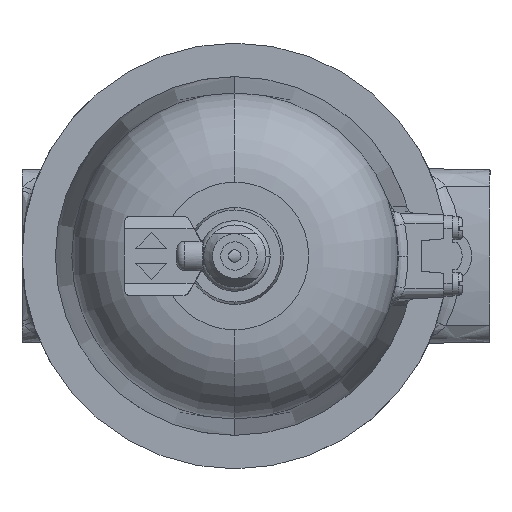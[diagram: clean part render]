
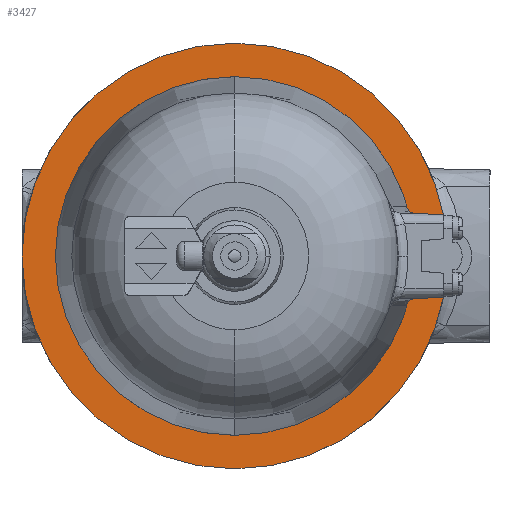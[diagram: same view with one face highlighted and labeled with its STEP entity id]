
A CAD part, front view. The second image highlights one B-rep face of the part: STEP entity #3427.
In plain terms, the highlighted planar face has unit normal (0, -1, 0).
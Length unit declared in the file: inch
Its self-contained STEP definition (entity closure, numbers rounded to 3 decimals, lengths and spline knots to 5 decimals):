
#189 = ORIENTED_EDGE ( 'NONE', *, *, #1256, .F. ) ;
#466 = AXIS2_PLACEMENT_3D ( 'NONE', #12179, #3810, #825 ) ;
#698 = VERTEX_POINT ( 'NONE', #2314 ) ;
#740 = DIRECTION ( 'NONE',  ( 0., 1., 0. ) ) ;
#809 = DIRECTION ( 'NONE',  ( -1., 0., 0. ) ) ;
#825 = DIRECTION ( 'NONE',  ( 1., 0., 0. ) ) ;
#1256 = EDGE_CURVE ( 'NONE', #2010, #11932, #7514, .T. ) ;
#1395 = ORIENTED_EDGE ( 'NONE', *, *, #2300, .F. ) ;
#1440 = CARTESIAN_POINT ( 'NONE',  ( 0., -2.465, 0. ) ) ;
#2010 = VERTEX_POINT ( 'NONE', #7519 ) ;
#2300 = EDGE_CURVE ( 'NONE', #11932, #2010, #9743, .T. ) ;
#2314 = CARTESIAN_POINT ( 'NONE',  ( 2.16, -2.465, 0. ) ) ;
#2507 = EDGE_CURVE ( 'NONE', #6194, #698, #12395, .T. ) ;
#2953 = PLANE ( 'NONE',  #8213 ) ;
#3389 = ORIENTED_EDGE ( 'NONE', *, *, #2507, .T. ) ;
#3427 = ADVANCED_FACE ( 'NONE', ( #3867, #8280 ), #2953, .F. ) ;
#3810 = DIRECTION ( 'NONE',  ( 0., -1., 0. ) ) ;
#3867 = FACE_BOUND ( 'NONE', #12976, .T. ) ;
#4000 = CARTESIAN_POINT ( 'NONE',  ( 0., -2.465, 0. ) ) ;
#4547 = DIRECTION ( 'NONE',  ( 0., -1., 0. ) ) ;
#4858 = DIRECTION ( 'NONE',  ( 1., 0., 0. ) ) ;
#4930 = DIRECTION ( 'NONE',  ( 0., -1., 0. ) ) ;
#5031 = CARTESIAN_POINT ( 'NONE',  ( -2.16, -2.465, 0. ) ) ;
#5812 = CARTESIAN_POINT ( 'NONE',  ( 1.82087, -2.465, 0. ) ) ;
#5893 = AXIS2_PLACEMENT_3D ( 'NONE', #9974, #4930, #4858 ) ;
#6194 = VERTEX_POINT ( 'NONE', #5031 ) ;
#6341 = CARTESIAN_POINT ( 'NONE',  ( 0., -2.465, 0. ) ) ;
#6500 = DIRECTION ( 'NONE',  ( 0., -1., 0. ) ) ;
#7514 = CIRCLE ( 'NONE', #9725, 1.82087 ) ;
#7519 = CARTESIAN_POINT ( 'NONE',  ( -1.82087, -2.465, 0. ) ) ;
#7746 = EDGE_CURVE ( 'NONE', #698, #6194, #7876, .T. ) ;
#7876 = CIRCLE ( 'NONE', #5893, 2.16 ) ;
#8208 = AXIS2_PLACEMENT_3D ( 'NONE', #1440, #6500, #8924 ) ;
#8213 = AXIS2_PLACEMENT_3D ( 'NONE', #4000, #740, #809 ) ;
#8280 = FACE_OUTER_BOUND ( 'NONE', #11602, .T. ) ;
#8924 = DIRECTION ( 'NONE',  ( 1., 0., 0. ) ) ;
#9725 = AXIS2_PLACEMENT_3D ( 'NONE', #6341, #4547, #10552 ) ;
#9743 = CIRCLE ( 'NONE', #466, 1.82087 ) ;
#9974 = CARTESIAN_POINT ( 'NONE',  ( 0., -2.465, 0. ) ) ;
#10552 = DIRECTION ( 'NONE',  ( 1., 0., 0. ) ) ;
#11602 = EDGE_LOOP ( 'NONE', ( #13008, #3389 ) ) ;
#11932 = VERTEX_POINT ( 'NONE', #5812 ) ;
#12179 = CARTESIAN_POINT ( 'NONE',  ( 0., -2.465, 0. ) ) ;
#12395 = CIRCLE ( 'NONE', #8208, 2.16 ) ;
#12976 = EDGE_LOOP ( 'NONE', ( #1395, #189 ) ) ;
#13008 = ORIENTED_EDGE ( 'NONE', *, *, #7746, .T. ) ;
